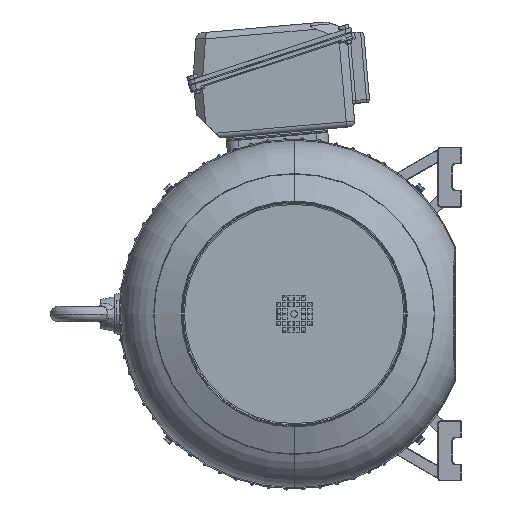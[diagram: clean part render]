
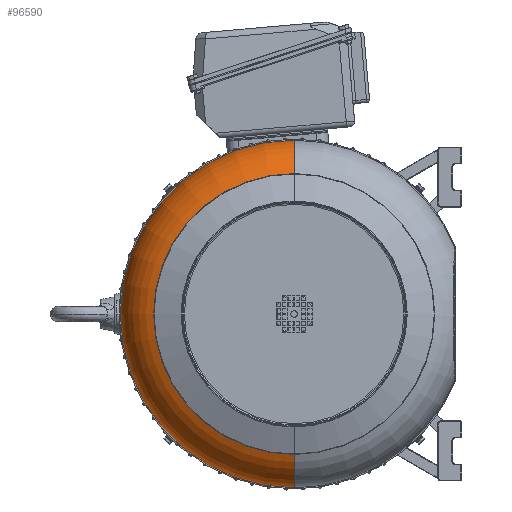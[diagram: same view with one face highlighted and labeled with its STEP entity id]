
A CAD part, left-side view. The second image highlights one B-rep face of the part: STEP entity #96590.
In plain terms, the highlighted toroidal (fillet/blend) face has major radius 200 mm and minor radius 90 mm.
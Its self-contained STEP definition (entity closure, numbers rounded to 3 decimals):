
#709 = CARTESIAN_POINT ( 'NONE',  ( -243.803, 0., -234.442 ) ) ;
#2671 = CIRCLE ( 'NONE', #40511, 234.442 ) ;
#10341 = DIRECTION ( 'NONE',  ( -1., 0., 0. ) ) ;
#10787 = CARTESIAN_POINT ( 'NONE',  ( -160.654, 0., 0. ) ) ;
#16336 = CARTESIAN_POINT ( 'NONE',  ( -160.654, 0., -200. ) ) ;
#16382 = ORIENTED_EDGE ( 'NONE', *, *, #57666, .F. ) ;
#19490 = AXIS2_PLACEMENT_3D ( 'NONE', #10787, #176289, #51796 ) ;
#26647 = EDGE_LOOP ( 'NONE', ( #169405, #42285, #48733, #16382 ) ) ;
#27591 = CARTESIAN_POINT ( 'NONE',  ( -165., 0., 0. ) ) ;
#32659 = DIRECTION ( 'NONE',  ( 0., 0., -1. ) ) ;
#40511 = AXIS2_PLACEMENT_3D ( 'NONE', #174653, #10341, #92226 ) ;
#42208 = AXIS2_PLACEMENT_3D ( 'NONE', #27591, #66814, #95023 ) ;
#42285 = ORIENTED_EDGE ( 'NONE', *, *, #109748, .T. ) ;
#44700 = VERTEX_POINT ( 'NONE', #80961 ) ;
#48733 = ORIENTED_EDGE ( 'NONE', *, *, #172657, .F. ) ;
#51602 = VERTEX_POINT ( 'NONE', #709 ) ;
#51796 = DIRECTION ( 'NONE',  ( 0., 0., 1. ) ) ;
#57666 = EDGE_CURVE ( 'NONE', #89300, #44700, #118491, .T. ) ;
#61962 = AXIS2_PLACEMENT_3D ( 'NONE', #16336, #69401, #97629 ) ;
#66814 = DIRECTION ( 'NONE',  ( -1., 0., 0. ) ) ;
#69401 = DIRECTION ( 'NONE',  ( 0., 1., 0. ) ) ;
#80961 = CARTESIAN_POINT ( 'NONE',  ( -243.803, 0., 234.442 ) ) ;
#84527 = CIRCLE ( 'NONE', #61962, 90. ) ;
#87413 = CARTESIAN_POINT ( 'NONE',  ( -160.654, 0., 200. ) ) ;
#89300 = VERTEX_POINT ( 'NONE', #133040 ) ;
#92226 = DIRECTION ( 'NONE',  ( 0., 0., 1. ) ) ;
#92727 = CIRCLE ( 'NONE', #42208, 289.895 ) ;
#95023 = DIRECTION ( 'NONE',  ( 0., 0., 1. ) ) ;
#96590 = ADVANCED_FACE ( 'NONE', ( #158620 ), #162936, .T. ) ;
#97629 = DIRECTION ( 'NONE',  ( 0., 0., 1. ) ) ;
#109748 = EDGE_CURVE ( 'NONE', #134685, #51602, #84527, .T. ) ;
#114480 = DIRECTION ( 'NONE',  ( 0., -1., 0. ) ) ;
#118491 = CIRCLE ( 'NONE', #158741, 90. ) ;
#122806 = EDGE_CURVE ( 'NONE', #89300, #134685, #92727, .T. ) ;
#133040 = CARTESIAN_POINT ( 'NONE',  ( -165., 0., 289.895 ) ) ;
#134685 = VERTEX_POINT ( 'NONE', #135937 ) ;
#135937 = CARTESIAN_POINT ( 'NONE',  ( -165., 0., -289.895 ) ) ;
#158620 = FACE_OUTER_BOUND ( 'NONE', #26647, .T. ) ;
#158741 = AXIS2_PLACEMENT_3D ( 'NONE', #87413, #114480, #32659 ) ;
#162936 = TOROIDAL_SURFACE ( 'NONE', #19490, 200., 90. ) ;
#169405 = ORIENTED_EDGE ( 'NONE', *, *, #122806, .T. ) ;
#172657 = EDGE_CURVE ( 'NONE', #44700, #51602, #2671, .T. ) ;
#174653 = CARTESIAN_POINT ( 'NONE',  ( -243.803, 0., 0. ) ) ;
#176289 = DIRECTION ( 'NONE',  ( -1., 0., 0. ) ) ;
